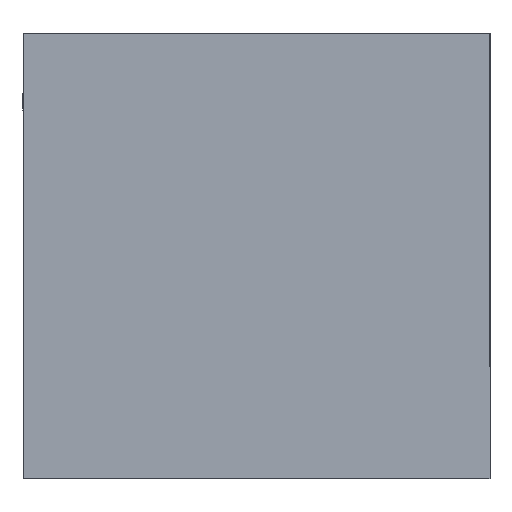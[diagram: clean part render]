
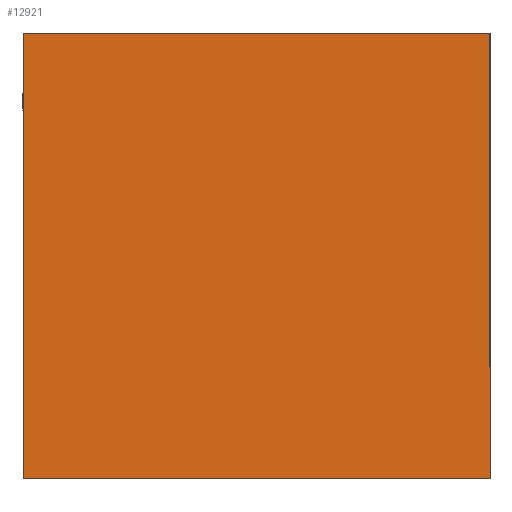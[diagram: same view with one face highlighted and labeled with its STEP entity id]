
A CAD part, front view. The second image highlights one B-rep face of the part: STEP entity #12921.
In plain terms, the highlighted planar face has unit normal (0, -1, 0).
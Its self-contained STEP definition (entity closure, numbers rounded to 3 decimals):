
#1147 = EDGE_CURVE ( 'NONE', #28128, #26672, #25830, .T. ) ;
#3807 = CARTESIAN_POINT ( 'NONE',  ( 68., -20., -65. ) ) ;
#4510 = DIRECTION ( 'NONE',  ( 0., 0., -1. ) ) ;
#4608 = CARTESIAN_POINT ( 'NONE',  ( -68., -20., -65. ) ) ;
#4850 = CARTESIAN_POINT ( 'NONE',  ( 0., -20., 0. ) ) ;
#5288 = VECTOR ( 'NONE', #28855, 1000. ) ;
#7076 = DIRECTION ( 'NONE',  ( 1., 0., 0. ) ) ;
#7786 = CARTESIAN_POINT ( 'NONE',  ( 68., -20., 65. ) ) ;
#8726 = EDGE_LOOP ( 'NONE', ( #9415, #26984, #9913, #30287 ) ) ;
#9415 = ORIENTED_EDGE ( 'NONE', *, *, #12923, .T. ) ;
#9913 = ORIENTED_EDGE ( 'NONE', *, *, #29834, .T. ) ;
#9961 = CARTESIAN_POINT ( 'NONE',  ( -68., -20., -65. ) ) ;
#10135 = DIRECTION ( 'NONE',  ( 0., 0., -1. ) ) ;
#11563 = VERTEX_POINT ( 'NONE', #3807 ) ;
#12191 = PLANE ( 'NONE',  #20970 ) ;
#12921 = ADVANCED_FACE ( 'NONE', ( #14750 ), #12191, .T. ) ;
#12923 = EDGE_CURVE ( 'NONE', #26672, #22431, #20190, .T. ) ;
#13161 = CARTESIAN_POINT ( 'NONE',  ( 68., -20., 65. ) ) ;
#13189 = VECTOR ( 'NONE', #15934, 1000. ) ;
#14750 = FACE_OUTER_BOUND ( 'NONE', #8726, .T. ) ;
#14997 = VECTOR ( 'NONE', #10135, 1000. ) ;
#15249 = DIRECTION ( 'NONE',  ( 0., -1., 0. ) ) ;
#15934 = DIRECTION ( 'NONE',  ( -1., 0., 0. ) ) ;
#16216 = VECTOR ( 'NONE', #7076, 1000. ) ;
#20190 = LINE ( 'NONE', #25639, #14997 ) ;
#20547 = CARTESIAN_POINT ( 'NONE',  ( -68., -20., 65. ) ) ;
#20970 = AXIS2_PLACEMENT_3D ( 'NONE', #4850, #15249, #4510 ) ;
#21193 = EDGE_CURVE ( 'NONE', #22431, #11563, #30776, .T. ) ;
#22431 = VERTEX_POINT ( 'NONE', #4608 ) ;
#25639 = CARTESIAN_POINT ( 'NONE',  ( -68., -20., 65. ) ) ;
#25830 = LINE ( 'NONE', #20547, #13189 ) ;
#26289 = LINE ( 'NONE', #13161, #5288 ) ;
#26672 = VERTEX_POINT ( 'NONE', #33332 ) ;
#26984 = ORIENTED_EDGE ( 'NONE', *, *, #21193, .T. ) ;
#28128 = VERTEX_POINT ( 'NONE', #7786 ) ;
#28855 = DIRECTION ( 'NONE',  ( 0., 0., 1. ) ) ;
#29834 = EDGE_CURVE ( 'NONE', #11563, #28128, #26289, .T. ) ;
#30287 = ORIENTED_EDGE ( 'NONE', *, *, #1147, .T. ) ;
#30776 = LINE ( 'NONE', #9961, #16216 ) ;
#33332 = CARTESIAN_POINT ( 'NONE',  ( -68., -20., 65. ) ) ;
